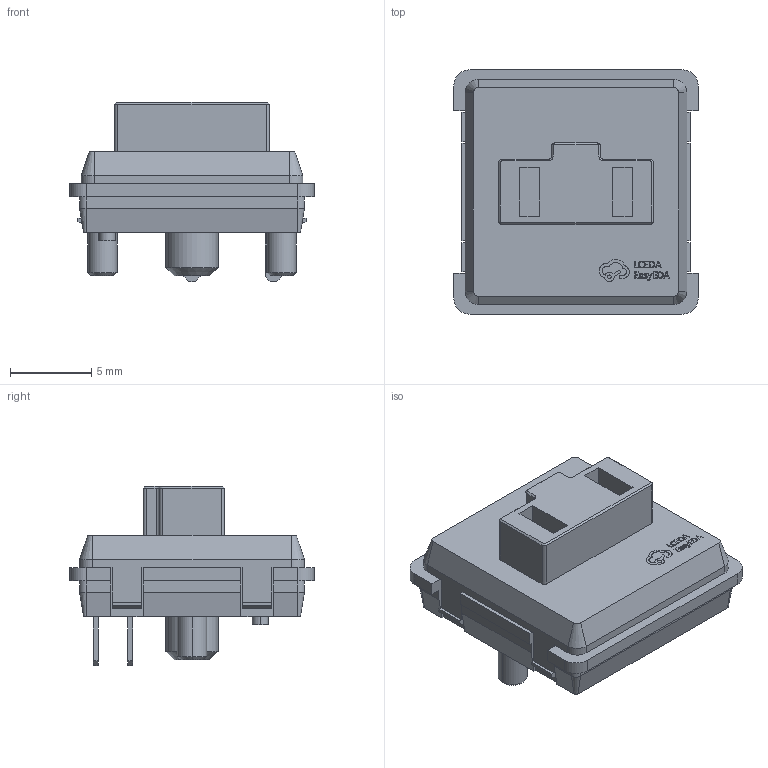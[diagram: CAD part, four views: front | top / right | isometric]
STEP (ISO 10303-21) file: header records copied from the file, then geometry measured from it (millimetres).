
FILE_DESCRIPTION(('FreeCAD Model'),'2;1');
FILE_NAME('Open CASCADE Shape Model','2024-05-19T23:30:49',(''),(''), 'Open CASCADE STEP processor 7.6','FreeCAD','Unknown');
FILE_SCHEMA(('AUTOMOTIVE_DESIGN { 1 0 10303 214 1 1 1 1 }'));
Length unit declared in the file: millimetre
Products named in the file (2): KEY-TH_CPG135001D0X; SOLID
Assembly tree (1 placements, depth 2):
  KEY-TH_CPG135001D0X
    SOLID
Bounding box: 15 x 15 x 11 mm (x, y, z)
Volume: 1012.2 mm3; surface area: 968.2 mm2
Topology: 1 solids, 1 shells, 417 faces, 1143 edges, 764 vertices
Faces by surface type: plane 269, bspline 98, cylinder 28, cone 22
Entity records: 16194 total; most frequent: CARTESIAN_POINT 3828, ORIENTED_EDGE 2286, DIRECTION 1649, EDGE_CURVE 1143, LINE 851, VECTOR 851, VERTEX_POINT 764, FACE_BOUND 453
